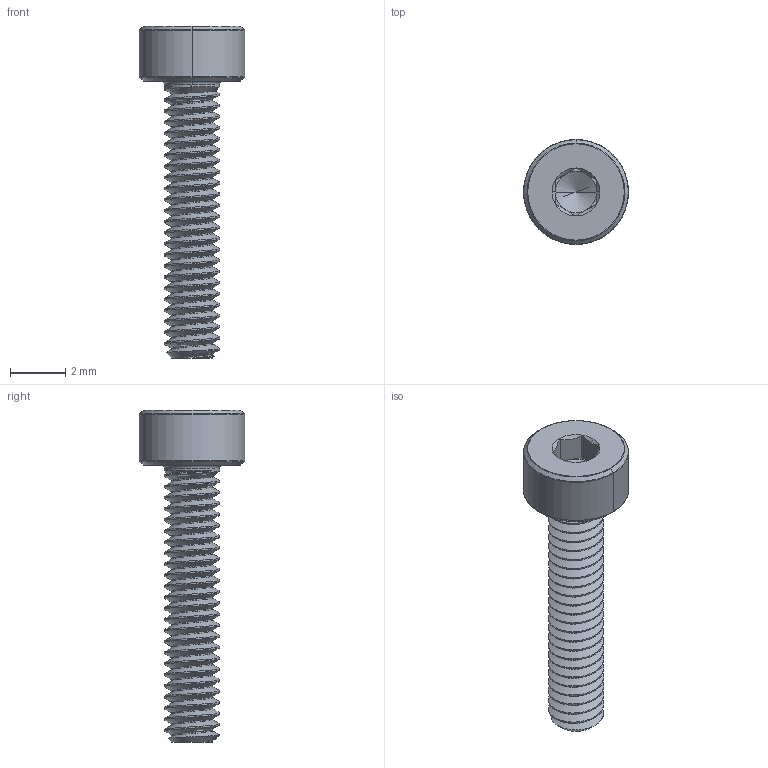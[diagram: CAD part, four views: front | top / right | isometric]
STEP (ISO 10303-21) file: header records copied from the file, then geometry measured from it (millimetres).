
FILE_DESCRIPTION (( 'STEP AP203' ), '1' );
FILE_NAME ('92290A017_Super-Corrosion-Resistant 316 Stainless Steel Socket Head Screw.STEP', '2022-11-29T16:27:00', ( 'Administrator' ), ( 'Managed by Terraform' ), 'SwSTEP 2.0', 'SolidWorks 2017', '' );
FILE_SCHEMA (( 'CONFIG_CONTROL_DESIGN' ));
Length unit declared in the file: millimetre
Products named in the file (1): 92290A017_Super-Corrosion-Resistant 316 Stainless Steel Socket Head Screw
Bounding box: 3.8 x 3.8 x 12 mm (x, y, z)
Volume: 44.5 mm3; surface area: 142.7 mm2
Topology: 1 solids, 1 shells, 99 faces, 261 edges, 164 vertices
Faces by surface type: cylinder 57, plane 15, cone 14, torus 10, bspline 3
Entity records: 5941 total; most frequent: CARTESIAN_POINT 3746, ORIENTED_EDGE 518, DIRECTION 381, EDGE_CURVE 259, VERTEX_POINT 164, AXIS2_PLACEMENT_3D 147, EDGE_LOOP 101, ADVANCED_FACE 99
